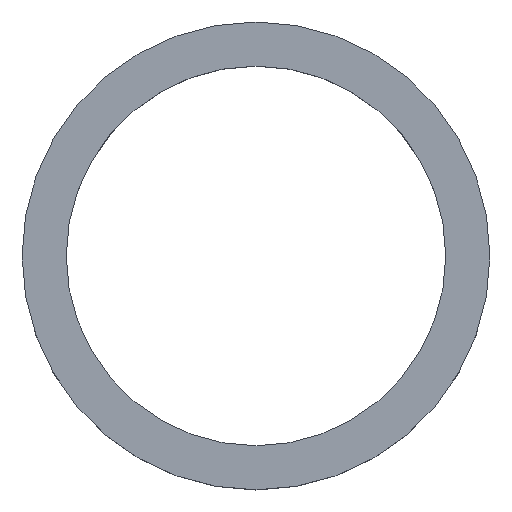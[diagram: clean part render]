
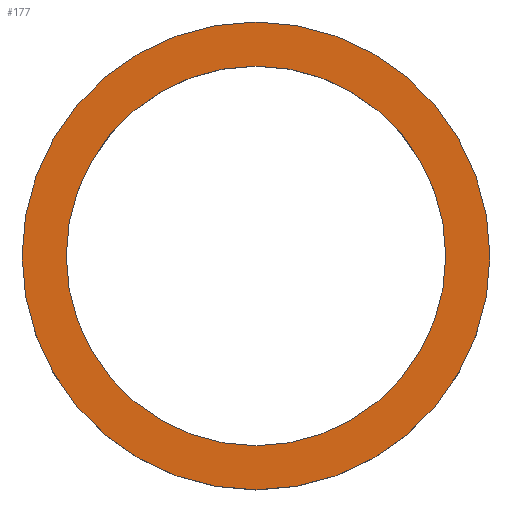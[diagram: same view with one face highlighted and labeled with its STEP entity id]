
A CAD part, top view. The second image highlights one B-rep face of the part: STEP entity #177.
In plain terms, the highlighted planar face has unit normal (0, 0, 1).
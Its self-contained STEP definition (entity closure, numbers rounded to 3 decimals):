
#2 = AXIS2_PLACEMENT_3D ( 'NONE', #66, #106, #109 ) ;
#4 = ORIENTED_EDGE ( 'NONE', *, *, #122, .F. ) ;
#10 = CARTESIAN_POINT ( 'NONE',  ( 0., 0., 3.5 ) ) ;
#11 = ORIENTED_EDGE ( 'NONE', *, *, #58, .T. ) ;
#16 = CIRCLE ( 'NONE', #2, 10.6 ) ;
#30 = PLANE ( 'NONE',  #165 ) ;
#37 = ORIENTED_EDGE ( 'NONE', *, *, #228, .T. ) ;
#48 = CIRCLE ( 'NONE', #129, 8.6 ) ;
#53 = DIRECTION ( 'NONE',  ( 0., 0., 1. ) ) ;
#58 = EDGE_CURVE ( 'NONE', #162, #236, #16, .T. ) ;
#66 = CARTESIAN_POINT ( 'NONE',  ( 0., 0., 3.5 ) ) ;
#73 = DIRECTION ( 'NONE',  ( 1., 0., 0. ) ) ;
#75 = CARTESIAN_POINT ( 'NONE',  ( 0., 0., 3.5 ) ) ;
#82 = EDGE_LOOP ( 'NONE', ( #11, #37 ) ) ;
#88 = DIRECTION ( 'NONE',  ( 0., 0., 1. ) ) ;
#90 = CARTESIAN_POINT ( 'NONE',  ( 0., 0., 3.5 ) ) ;
#106 = DIRECTION ( 'NONE',  ( 0., 0., 1. ) ) ;
#109 = DIRECTION ( 'NONE',  ( 1., 0., 0. ) ) ;
#110 = CARTESIAN_POINT ( 'NONE',  ( -10.6, 0., 3.5 ) ) ;
#116 = FACE_OUTER_BOUND ( 'NONE', #82, .T. ) ;
#122 = EDGE_CURVE ( 'NONE', #187, #126, #48, .T. ) ;
#126 = VERTEX_POINT ( 'NONE', #149 ) ;
#129 = AXIS2_PLACEMENT_3D ( 'NONE', #90, #88, #134 ) ;
#134 = DIRECTION ( 'NONE',  ( 1., 0., 0. ) ) ;
#145 = CIRCLE ( 'NONE', #209, 10.6 ) ;
#146 = EDGE_LOOP ( 'NONE', ( #4, #200 ) ) ;
#149 = CARTESIAN_POINT ( 'NONE',  ( 8.6, 0., 3.5 ) ) ;
#151 = CARTESIAN_POINT ( 'NONE',  ( 0., 0., 3.5 ) ) ;
#162 = VERTEX_POINT ( 'NONE', #110 ) ;
#165 = AXIS2_PLACEMENT_3D ( 'NONE', #151, #167, #188 ) ;
#166 = CARTESIAN_POINT ( 'NONE',  ( -8.6, 0., 3.5 ) ) ;
#167 = DIRECTION ( 'NONE',  ( 0., 0., 1. ) ) ;
#174 = CIRCLE ( 'NONE', #240, 8.6 ) ;
#177 = ADVANCED_FACE ( 'NONE', ( #116, #182 ), #30, .T. ) ;
#182 = FACE_BOUND ( 'NONE', #146, .T. ) ;
#187 = VERTEX_POINT ( 'NONE', #166 ) ;
#188 = DIRECTION ( 'NONE',  ( 1., 0., 0. ) ) ;
#198 = EDGE_CURVE ( 'NONE', #126, #187, #174, .T. ) ;
#200 = ORIENTED_EDGE ( 'NONE', *, *, #198, .F. ) ;
#203 = DIRECTION ( 'NONE',  ( 0., 0., 1. ) ) ;
#209 = AXIS2_PLACEMENT_3D ( 'NONE', #75, #53, #73 ) ;
#220 = DIRECTION ( 'NONE',  ( 1., 0., 0. ) ) ;
#228 = EDGE_CURVE ( 'NONE', #236, #162, #145, .T. ) ;
#236 = VERTEX_POINT ( 'NONE', #244 ) ;
#240 = AXIS2_PLACEMENT_3D ( 'NONE', #10, #203, #220 ) ;
#244 = CARTESIAN_POINT ( 'NONE',  ( 10.6, 0., 3.5 ) ) ;
